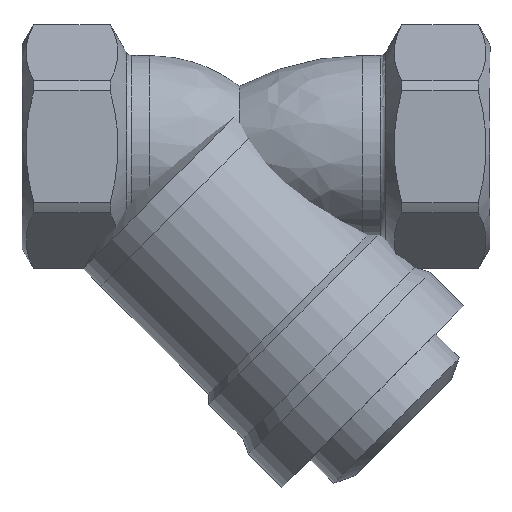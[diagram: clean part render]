
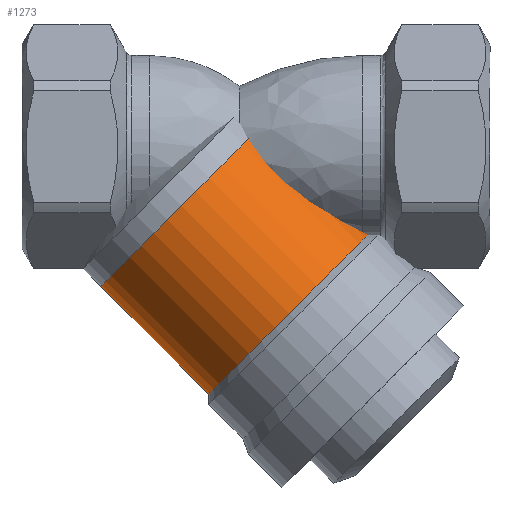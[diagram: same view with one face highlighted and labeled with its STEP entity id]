
A CAD part, front view. The second image highlights one B-rep face of the part: STEP entity #1273.
In plain terms, the highlighted cylindrical face has radius 16.851 mm (diameter 33.703 mm), a partial arc.
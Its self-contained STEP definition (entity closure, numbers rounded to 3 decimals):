
#93=CYLINDRICAL_SURFACE('',#1396,16.851);
#167=FACE_OUTER_BOUND('',#251,.T.);
#251=EDGE_LOOP('',(#923,#924,#925,#926));
#333=LINE('',#1988,#405);
#334=LINE('',#1989,#406);
#405=VECTOR('',#1623,304.8);
#406=VECTOR('',#1624,304.8);
#461=CIRCLE('',#1361,16.851);
#477=CIRCLE('',#1393,16.851);
#535=VERTEX_POINT('',#1917);
#536=VERTEX_POINT('',#1918);
#551=VERTEX_POINT('',#1980);
#552=VERTEX_POINT('',#1982);
#654=EDGE_CURVE('',#535,#536,#461,.T.);
#686=EDGE_CURVE('',#552,#551,#477,.T.);
#689=EDGE_CURVE('',#535,#551,#333,.T.);
#690=EDGE_CURVE('',#552,#536,#334,.T.);
#923=ORIENTED_EDGE('',*,*,#686,.T.);
#924=ORIENTED_EDGE('',*,*,#689,.F.);
#925=ORIENTED_EDGE('',*,*,#654,.T.);
#926=ORIENTED_EDGE('',*,*,#690,.F.);
#1273=ADVANCED_FACE('',(#167),#93,.T.);
#1361=AXIS2_PLACEMENT_3D('',#1919,#1534,#1535);
#1393=AXIS2_PLACEMENT_3D('',#1983,#1614,#1615);
#1396=AXIS2_PLACEMENT_3D('',#1987,#1621,#1622);
#1534=DIRECTION('center_axis',(0.707,0.,-0.707));
#1535=DIRECTION('ref_axis',(-0.707,0.,-0.707));
#1614=DIRECTION('center_axis',(-0.707,0.,0.707));
#1615=DIRECTION('ref_axis',(-0.707,0.,-0.707));
#1621=DIRECTION('center_axis',(0.707,0.,-0.707));
#1622=DIRECTION('ref_axis',(-0.707,0.,-0.707));
#1623=DIRECTION('',(0.707,0.,-0.707));
#1624=DIRECTION('',(-0.707,0.,0.707));
#1917=CARTESIAN_POINT('',(0.945,0.,3.234));
#1918=CARTESIAN_POINT('',(-22.887,0.,-20.597));
#1919=CARTESIAN_POINT('Origin',(-10.971,0.,-8.681));
#1980=CARTESIAN_POINT('',(16.838,0.,-12.659));
#1982=CARTESIAN_POINT('',(-6.994,0.,-36.49));
#1983=CARTESIAN_POINT('Origin',(4.922,0.,-24.574));
#1987=CARTESIAN_POINT('Origin',(-12.417,0.,
-7.235));
#1988=CARTESIAN_POINT('',(0.945,0.,3.234));
#1989=CARTESIAN_POINT('',(-6.994,0.,-36.49));
